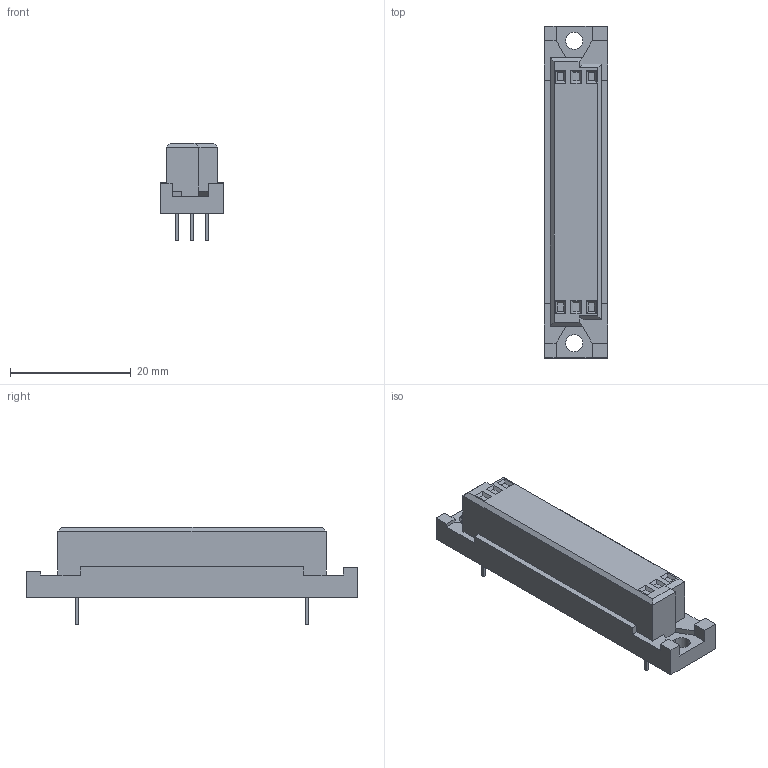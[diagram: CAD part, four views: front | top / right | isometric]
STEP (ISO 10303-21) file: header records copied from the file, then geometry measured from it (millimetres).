
FILE_DESCRIPTION((''),'2;1');
FILE_NAME('HARTING_09 23 248 6824.stp','2012-09-04T12:03:43',(''),(''),'Mechanical Desktop 2011','Mechanical Desktop 2011',', , ');
FILE_SCHEMA(('AUTOMOTIVE_DESIGN { 1 2 10303 214 1 1 1 1 }'));
Length unit declared in the file: millimetre
Products named in the file (1): Product
Bounding box: 10.5 x 54.9 x 16.1 mm (x, y, z)
Volume: 5078.5 mm3; surface area: 2579.9 mm2
Topology: 7 solids, 7 shells, 120 faces, 288 edges, 188 vertices
Faces by surface type: plane 116, cylinder 4
Entity records: 3458 total; most frequent: CARTESIAN_POINT 597, ORIENTED_EDGE 576, DIRECTION 538, EDGE_CURVE 288, VECTOR 280, LINE 280, VERTEX_POINT 188, EDGE_LOOP 130
